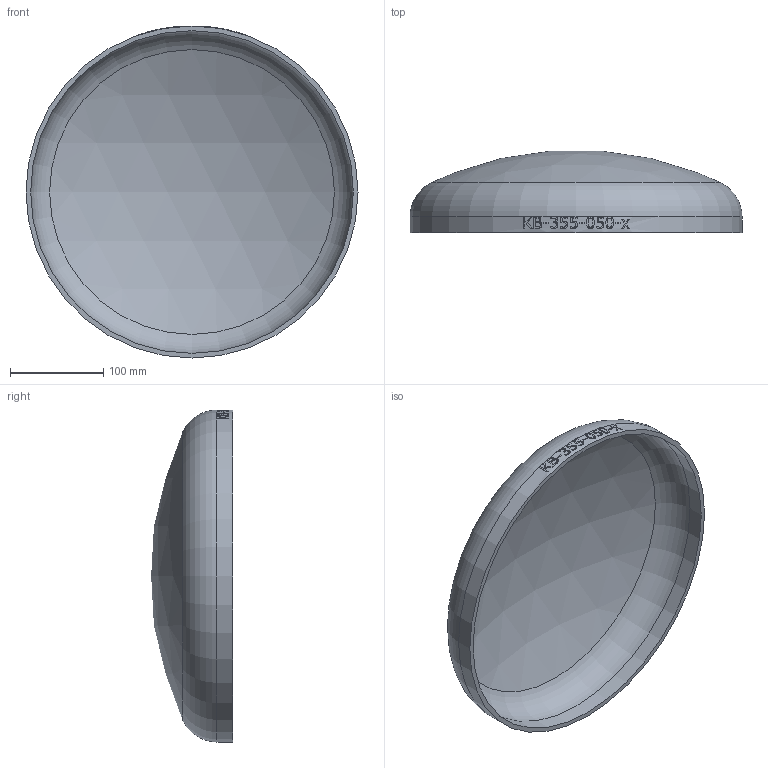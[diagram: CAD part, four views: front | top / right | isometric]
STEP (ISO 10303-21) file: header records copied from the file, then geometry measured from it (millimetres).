
FILE_DESCRIPTION (( 'STEP AP214' ), '1' );
FILE_NAME ('KB-355-050-x Klöpperboden 2003.STEP', '2020-03-27T09:11:30', ( '' ), ( '' ), 'SwSTEP 2.0', 'SolidWorks 2016', '' );
FILE_SCHEMA (( 'AUTOMOTIVE_DESIGN' ));
Length unit declared in the file: millimetre
Products named in the file (1): KB-355-050-x Klöpperboden 2003
Bounding box: 355.6 x 87.5 x 355.6 mm (x, y, z)
Volume: 708800.2 mm3; surface area: 289197.1 mm2
Topology: 1 solids, 1 shells, 190 faces, 511 edges, 340 vertices
Faces by surface type: bspline 105, plane 63, cylinder 18, torus 2, sphere 2
Full cylindrical faces by diameter (mm): 345.6 x1, 355.6 x1
Entity records: 30355 total; most frequent: CARTESIAN_POINT 24506, ORIENTED_EDGE 1014, EDGE_CURVE 507, DIRECTION 415, VERTEX_POINT 340, B_SPLINE_CURVE_WITH_KNOTS 336, EDGE_LOOP 211, FACE_OUTER_BOUND 194
